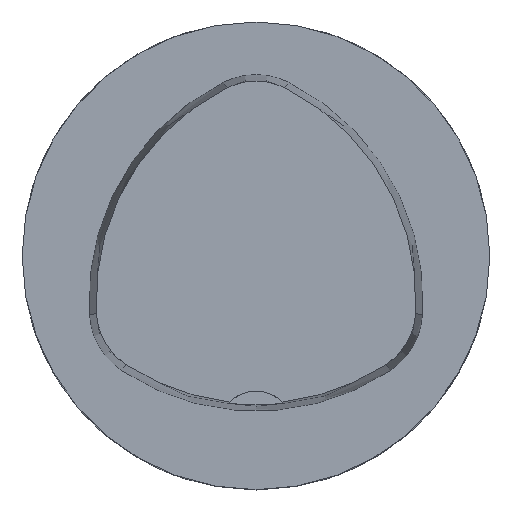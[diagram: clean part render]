
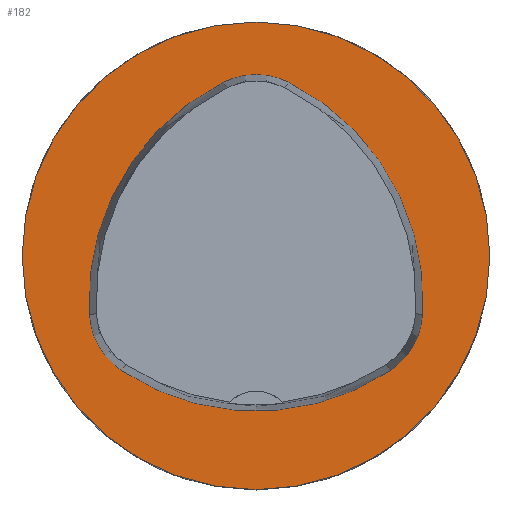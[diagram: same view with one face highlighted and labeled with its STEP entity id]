
A CAD part, top view. The second image highlights one B-rep face of the part: STEP entity #182.
In plain terms, the highlighted planar face has unit normal (0, 0, 1).
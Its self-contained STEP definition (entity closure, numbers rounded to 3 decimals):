
#182=ADVANCED_FACE('',(#281,#282),#241,.T.);
#241=PLANE('',#1003);
#281=FACE_BOUND('',#318,.T.);
#282=FACE_BOUND('',#319,.T.);
#318=EDGE_LOOP('',(#446));
#319=EDGE_LOOP('',(#447,#448,#449,#450,#451,#452));
#400=CIRCLE('',#996,50.0);
#401=CIRCLE('',#997,15.5);
#402=CIRCLE('',#998,52.0);
#403=CIRCLE('',#999,15.5);
#404=CIRCLE('',#1000,52.0);
#405=CIRCLE('',#1001,15.5);
#406=CIRCLE('',#1002,52.0);
#446=ORIENTED_EDGE('',*,*,#758,.F.);
#447=ORIENTED_EDGE('',*,*,#759,.T.);
#448=ORIENTED_EDGE('',*,*,#760,.T.);
#449=ORIENTED_EDGE('',*,*,#761,.T.);
#450=ORIENTED_EDGE('',*,*,#762,.T.);
#451=ORIENTED_EDGE('',*,*,#763,.T.);
#452=ORIENTED_EDGE('',*,*,#764,.T.);
#678=VERTEX_POINT('',#1401);
#679=VERTEX_POINT('',#1403);
#680=VERTEX_POINT('',#1404);
#681=VERTEX_POINT('',#1406);
#682=VERTEX_POINT('',#1408);
#683=VERTEX_POINT('',#1410);
#684=VERTEX_POINT('',#1412);
#758=EDGE_CURVE('',#678,#678,#400,.T.);
#759=EDGE_CURVE('',#679,#680,#401,.T.);
#760=EDGE_CURVE('',#680,#681,#402,.T.);
#761=EDGE_CURVE('',#681,#682,#403,.T.);
#762=EDGE_CURVE('',#682,#683,#404,.T.);
#763=EDGE_CURVE('',#683,#684,#405,.T.);
#764=EDGE_CURVE('',#684,#679,#406,.T.);
#996=AXIS2_PLACEMENT_3D('',#1400,#1116,#1117);
#997=AXIS2_PLACEMENT_3D('',#1402,#1118,#1119);
#998=AXIS2_PLACEMENT_3D('',#1405,#1120,#1121);
#999=AXIS2_PLACEMENT_3D('',#1407,#1122,#1123);
#1000=AXIS2_PLACEMENT_3D('',#1409,#1124,#1125);
#1001=AXIS2_PLACEMENT_3D('',#1411,#1126,#1127);
#1002=AXIS2_PLACEMENT_3D('',#1413,#1128,#1129);
#1003=AXIS2_PLACEMENT_3D('',#1414,#1130,#1131);
#1116=DIRECTION('',(0.0,0.0,-1.0));
#1117=DIRECTION('',(-1.0,0.0,0.0));
#1118=DIRECTION('',(0.0,0.0,-1.0));
#1119=DIRECTION('',(-0.5,0.866,0.0));
#1120=DIRECTION('',(0.0,0.0,-1.0));
#1121=DIRECTION('',(-0.5,0.866,0.0));
#1122=DIRECTION('',(0.0,0.0,-1.0));
#1123=DIRECTION('',(-0.5,0.866,0.0));
#1124=DIRECTION('',(0.0,0.0,-1.0));
#1125=DIRECTION('',(-0.5,0.866,0.0));
#1126=DIRECTION('',(0.0,0.0,-1.0));
#1127=DIRECTION('',(-0.5,0.866,0.0));
#1128=DIRECTION('',(0.0,0.0,-1.0));
#1129=DIRECTION('',(-0.5,0.866,0.0));
#1130=DIRECTION('',(0.0,0.0,1.0));
#1131=DIRECTION('',(-1.0,0.0,0.0));
#1400=CARTESIAN_POINT('',(0.0,0.0,0.0));
#1401=CARTESIAN_POINT('',(-50.0,0.0,0.0));
#1402=CARTESIAN_POINT('',(20.135,-11.625,0.));
#1403=CARTESIAN_POINT('',(35.607,-12.566,0.));
#1404=CARTESIAN_POINT('',(28.686,-24.553,0.0));
#1405=CARTESIAN_POINT('',(0.,18.819,0.));
#1406=CARTESIAN_POINT('',(-28.686,-24.553,0.));
#1407=CARTESIAN_POINT('',(-20.135,-11.625,0.));
#1408=CARTESIAN_POINT('',(-35.607,-12.566,0.));
#1409=CARTESIAN_POINT('',(16.298,-9.409,0.));
#1410=CARTESIAN_POINT('',(-6.921,37.119,0.));
#1411=CARTESIAN_POINT('',(0.,23.25,0.));
#1412=CARTESIAN_POINT('',(6.921,37.119,0.));
#1413=CARTESIAN_POINT('',(-16.298,-9.409,0.));
#1414=CARTESIAN_POINT('',(0.0,0.0,0.0));
